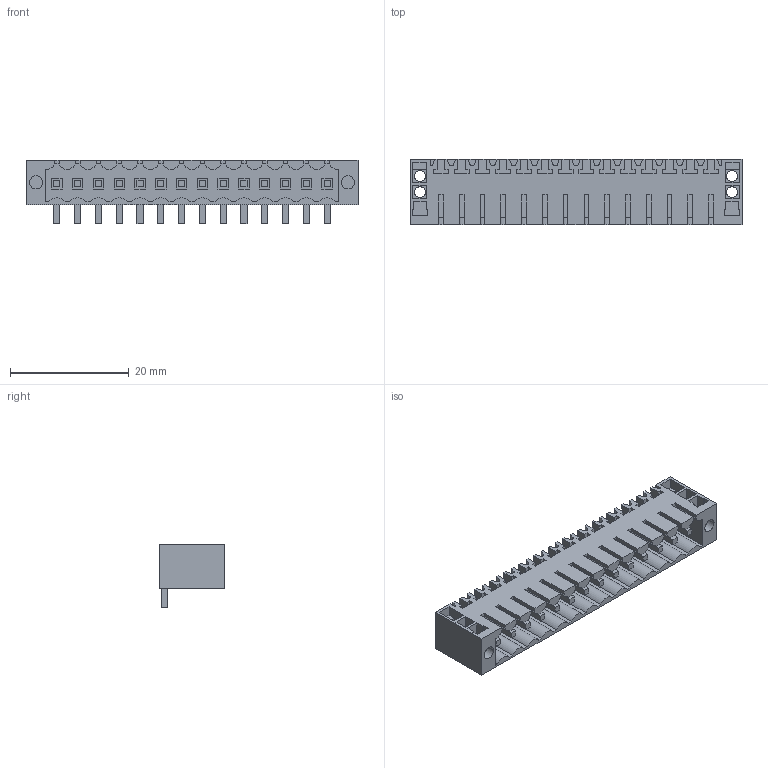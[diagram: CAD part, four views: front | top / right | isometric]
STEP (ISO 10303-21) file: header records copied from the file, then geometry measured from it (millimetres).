
FILE_DESCRIPTION(('CATIA V5 STEP Exchange','CAx-IF Rec.Pracs.--- Model Styling and Organization---1.2---2011-12-15'),'2;1');
FILE_NAME ('D1453291_0_1607160000_1607160000.stp','2018-03-06T11:54:10+00:00',('none'),('Weidmueller'),'CATIA Version 5-6 Release 2014','CATIA V5 STEP AP214','none');
FILE_SCHEMA(('AUTOMOTIVE_DESIGN { 1 0 10303 214 1 1 1 1 }'));
Length unit declared in the file: millimetre
Products named in the file (1): 1607160000
Bounding box: 55.9 x 11.05 x 10.65 mm (x, y, z)
Volume: 2043.9 mm3; surface area: 5597.9 mm2
Topology: 15 solids, 15 shells, 866 faces, 2629 edges, 1799 vertices
Faces by surface type: plane 793, cylinder 73
Entity records: 27087 total; most frequent: ORIENTED_EDGE 5258, CARTESIAN_POINT 4890, DIRECTION 3551, EDGE_CURVE 2629, VECTOR 2455, LINE 2455, VERTEX_POINT 1799, EDGE_LOOP 918
